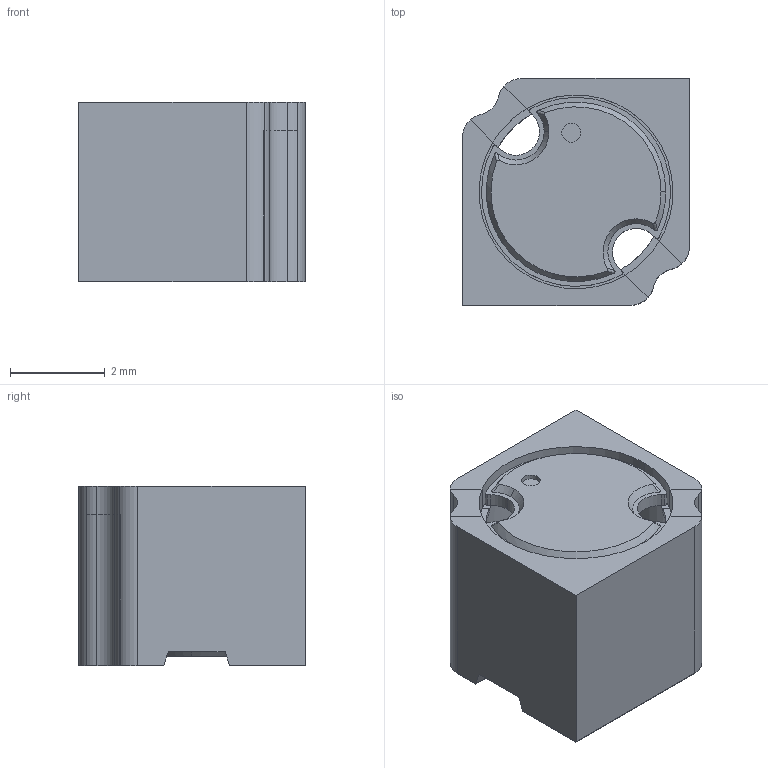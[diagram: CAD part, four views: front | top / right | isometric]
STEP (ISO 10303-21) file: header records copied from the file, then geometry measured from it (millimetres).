
FILE_DESCRIPTION (( 'STEP AP214' ), '1' );
FILE_NAME ('744089430056.STEP', '2022-07-18T11:45:56', ( '' ), ( '' ), 'SwSTEP 2.0', 'SolidWorks 2018', '' );
FILE_SCHEMA (( 'AUTOMOTIVE_DESIGN' ));
Length unit declared in the file: millimetre
Products named in the file (1): 744089430056
Bounding box: 4.8 x 4.8 x 3.8 mm (x, y, z)
Volume: 55.6 mm3; surface area: 223.7 mm2
Topology: 4 solids, 4 shells, 137 faces, 375 edges, 250 vertices
Faces by surface type: plane 66, cylinder 59, cone 8, bspline 4
Entity records: 5781 total; most frequent: CARTESIAN_POINT 1023, DIRECTION 765, ORIENTED_EDGE 750, EDGE_CURVE 375, AXIS2_PLACEMENT_3D 280, VERTEX_POINT 250, LINE 205, VECTOR 205
